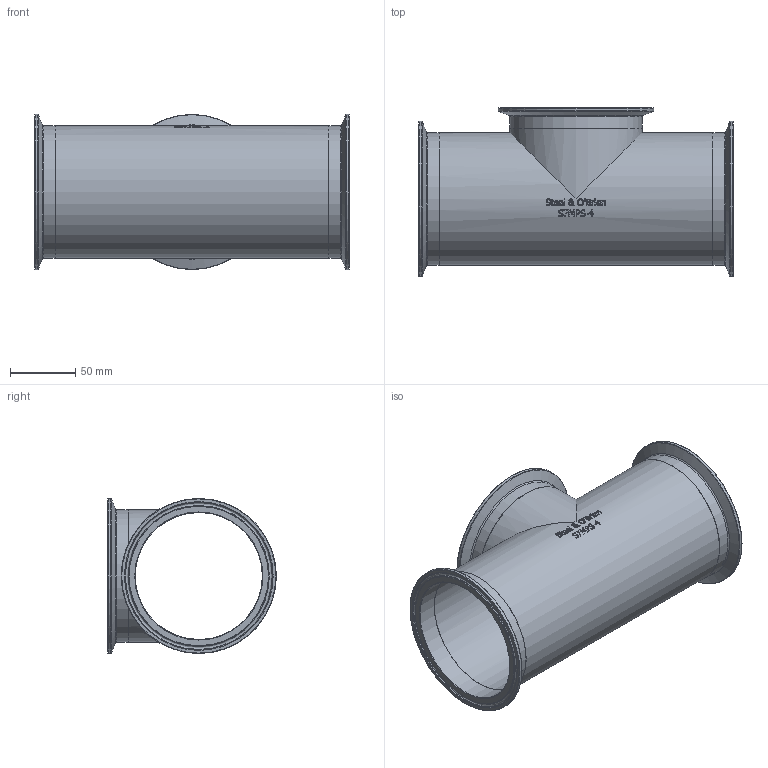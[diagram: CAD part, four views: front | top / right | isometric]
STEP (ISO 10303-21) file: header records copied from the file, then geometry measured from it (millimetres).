
FILE_DESCRIPTION(/* description */ (''),/* implementation_level */ '2;1');
FILE_NAME(/* name */ 'S7MPS-4.stp',/* time_stamp */ '2018-11-28T13:25:20-05:00',/* author */ ('ken'),/* organization */ (''),/* preprocessor_version */ 'ST-DEVELOPER v15.2',/* originating_system */ 'Autodesk Inventor 2014',/* authorisation */ '');
FILE_SCHEMA (('AUTOMOTIVE_DESIGN { 1 0 10303 214 3 1 1 }'));
Length unit declared in the file: inch
Products named in the file (1): S7MPS-4
Bounding box: 241.3 x 129.31 x 118.92 mm (x, y, z)
Volume: 199143.4 mm3; surface area: 174373.6 mm2
Topology: 1 solids, 1 shells, 385 faces, 996 edges, 652 vertices
Faces by surface type: bspline 159, plane 146, cylinder 44, torus 27, cone 9
Full cylindrical faces by diameter (mm): 97.384 x5, 101.6 x5, 118.923 x3
Entity records: 14467 total; most frequent: CARTESIAN_POINT 6053, ORIENTED_EDGE 1886, DIRECTION 1283, EDGE_CURVE 943, VERTEX_POINT 650, EDGE_LOOP 479, AXIS2_PLACEMENT_3D 431, LINE 421
